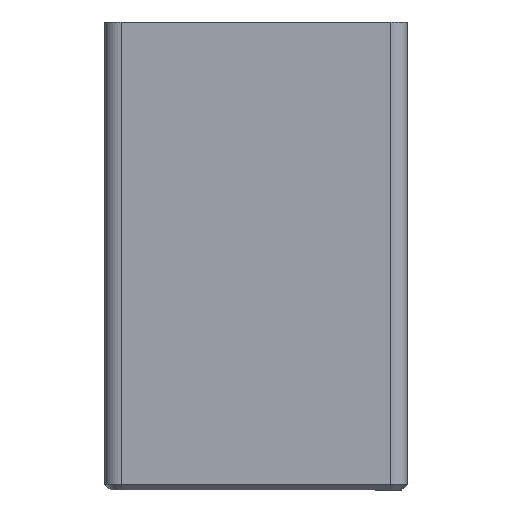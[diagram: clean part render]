
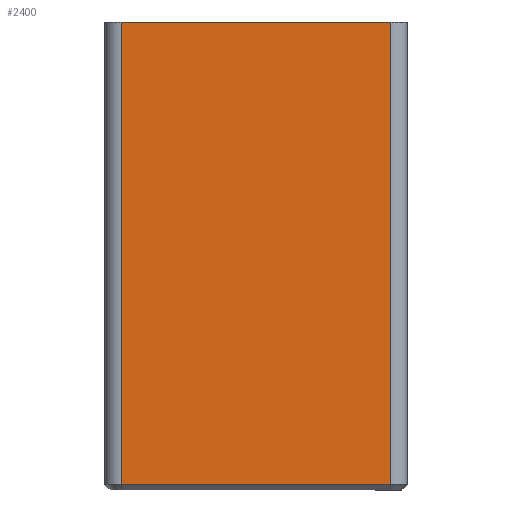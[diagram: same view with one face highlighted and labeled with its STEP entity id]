
A CAD part, front view. The second image highlights one B-rep face of the part: STEP entity #2400.
In plain terms, the highlighted planar face has unit normal (0, -1, 0).
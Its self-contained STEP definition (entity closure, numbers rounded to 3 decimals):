
#102 = PLANE('',#103);
#103 = AXIS2_PLACEMENT_3D('',#104,#105,#106);
#104 = CARTESIAN_POINT('',(27.5,10.,85.));
#105 = DIRECTION('',(0.,0.,1.));
#106 = DIRECTION('',(1.,0.,0.));
#665 = EDGE_CURVE('',#666,#668,#670,.T.);
#666 = VERTEX_POINT('',#667);
#667 = CARTESIAN_POINT('',(3.,0.,85.));
#668 = VERTEX_POINT('',#669);
#669 = CARTESIAN_POINT('',(52.,0.,85.));
#670 = SURFACE_CURVE('',#671,(#675,#682),.PCURVE_S1.);
#671 = LINE('',#672,#673);
#672 = CARTESIAN_POINT('',(3.,0.,85.));
#673 = VECTOR('',#674,1.);
#674 = DIRECTION('',(1.,0.,0.));
#675 = PCURVE('',#102,#676);
#676 = DEFINITIONAL_REPRESENTATION('',(#677),#681);
#677 = LINE('',#678,#679);
#678 = CARTESIAN_POINT('',(-24.5,-10.));
#679 = VECTOR('',#680,1.);
#680 = DIRECTION('',(1.,0.));
#681 = ( GEOMETRIC_REPRESENTATION_CONTEXT(2) 
PARAMETRIC_REPRESENTATION_CONTEXT() REPRESENTATION_CONTEXT('2D SPACE',''
  ) );
#682 = PCURVE('',#683,#688);
#683 = PLANE('',#684);
#684 = AXIS2_PLACEMENT_3D('',#685,#686,#687);
#685 = CARTESIAN_POINT('',(3.,0.,0.));
#686 = DIRECTION('',(0.,1.,0.));
#687 = DIRECTION('',(1.,0.,0.));
#688 = DEFINITIONAL_REPRESENTATION('',(#689),#693);
#689 = LINE('',#690,#691);
#690 = CARTESIAN_POINT('',(0.,-85.));
#691 = VECTOR('',#692,1.);
#692 = DIRECTION('',(1.,0.));
#693 = ( GEOMETRIC_REPRESENTATION_CONTEXT(2) 
PARAMETRIC_REPRESENTATION_CONTEXT() REPRESENTATION_CONTEXT('2D SPACE',''
  ) );
#712 = CYLINDRICAL_SURFACE('',#713,3.);
#713 = AXIS2_PLACEMENT_3D('',#714,#715,#716);
#714 = CARTESIAN_POINT('',(52.,3.,0.));
#715 = DIRECTION('',(-0.,-0.,-1.));
#716 = DIRECTION('',(1.,0.,0.));
#881 = CYLINDRICAL_SURFACE('',#882,3.);
#882 = AXIS2_PLACEMENT_3D('',#883,#884,#885);
#883 = CARTESIAN_POINT('',(3.,3.,0.));
#884 = DIRECTION('',(-0.,-0.,-1.));
#885 = DIRECTION('',(1.,0.,0.));
#2400 = ADVANCED_FACE('',(#2401),#683,.F.);
#2401 = FACE_BOUND('',#2402,.F.);
#2402 = EDGE_LOOP('',(#2403,#2426,#2427,#2450));
#2403 = ORIENTED_EDGE('',*,*,#2404,.T.);
#2404 = EDGE_CURVE('',#2405,#666,#2407,.T.);
#2405 = VERTEX_POINT('',#2406);
#2406 = CARTESIAN_POINT('',(3.,0.,1.));
#2407 = SURFACE_CURVE('',#2408,(#2412,#2419),.PCURVE_S1.);
#2408 = LINE('',#2409,#2410);
#2409 = CARTESIAN_POINT('',(3.,0.,0.));
#2410 = VECTOR('',#2411,1.);
#2411 = DIRECTION('',(0.,0.,1.));
#2412 = PCURVE('',#683,#2413);
#2413 = DEFINITIONAL_REPRESENTATION('',(#2414),#2418);
#2414 = LINE('',#2415,#2416);
#2415 = CARTESIAN_POINT('',(0.,0.));
#2416 = VECTOR('',#2417,1.);
#2417 = DIRECTION('',(0.,-1.));
#2418 = ( GEOMETRIC_REPRESENTATION_CONTEXT(2) 
PARAMETRIC_REPRESENTATION_CONTEXT() REPRESENTATION_CONTEXT('2D SPACE',''
  ) );
#2419 = PCURVE('',#881,#2420);
#2420 = DEFINITIONAL_REPRESENTATION('',(#2421),#2425);
#2421 = LINE('',#2422,#2423);
#2422 = CARTESIAN_POINT('',(-4.712,0.));
#2423 = VECTOR('',#2424,1.);
#2424 = DIRECTION('',(-0.,-1.));
#2425 = ( GEOMETRIC_REPRESENTATION_CONTEXT(2) 
PARAMETRIC_REPRESENTATION_CONTEXT() REPRESENTATION_CONTEXT('2D SPACE',''
  ) );
#2426 = ORIENTED_EDGE('',*,*,#665,.T.);
#2427 = ORIENTED_EDGE('',*,*,#2428,.F.);
#2428 = EDGE_CURVE('',#2429,#668,#2431,.T.);
#2429 = VERTEX_POINT('',#2430);
#2430 = CARTESIAN_POINT('',(52.,0.,1.));
#2431 = SURFACE_CURVE('',#2432,(#2436,#2443),.PCURVE_S1.);
#2432 = LINE('',#2433,#2434);
#2433 = CARTESIAN_POINT('',(52.,0.,0.));
#2434 = VECTOR('',#2435,1.);
#2435 = DIRECTION('',(0.,0.,1.));
#2436 = PCURVE('',#683,#2437);
#2437 = DEFINITIONAL_REPRESENTATION('',(#2438),#2442);
#2438 = LINE('',#2439,#2440);
#2439 = CARTESIAN_POINT('',(49.,0.));
#2440 = VECTOR('',#2441,1.);
#2441 = DIRECTION('',(0.,-1.));
#2442 = ( GEOMETRIC_REPRESENTATION_CONTEXT(2) 
PARAMETRIC_REPRESENTATION_CONTEXT() REPRESENTATION_CONTEXT('2D SPACE',''
  ) );
#2443 = PCURVE('',#712,#2444);
#2444 = DEFINITIONAL_REPRESENTATION('',(#2445),#2449);
#2445 = LINE('',#2446,#2447);
#2446 = CARTESIAN_POINT('',(-4.712,0.));
#2447 = VECTOR('',#2448,1.);
#2448 = DIRECTION('',(-0.,-1.));
#2449 = ( GEOMETRIC_REPRESENTATION_CONTEXT(2) 
PARAMETRIC_REPRESENTATION_CONTEXT() REPRESENTATION_CONTEXT('2D SPACE',''
  ) );
#2450 = ORIENTED_EDGE('',*,*,#2451,.F.);
#2451 = EDGE_CURVE('',#2405,#2429,#2452,.T.);
#2452 = SURFACE_CURVE('',#2453,(#2457,#2464),.PCURVE_S1.);
#2453 = LINE('',#2454,#2455);
#2454 = CARTESIAN_POINT('',(3.,0.,1.));
#2455 = VECTOR('',#2456,1.);
#2456 = DIRECTION('',(1.,0.,0.));
#2457 = PCURVE('',#683,#2458);
#2458 = DEFINITIONAL_REPRESENTATION('',(#2459),#2463);
#2459 = LINE('',#2460,#2461);
#2460 = CARTESIAN_POINT('',(0.,-1.));
#2461 = VECTOR('',#2462,1.);
#2462 = DIRECTION('',(1.,0.));
#2463 = ( GEOMETRIC_REPRESENTATION_CONTEXT(2) 
PARAMETRIC_REPRESENTATION_CONTEXT() REPRESENTATION_CONTEXT('2D SPACE',''
  ) );
#2464 = PCURVE('',#2465,#2470);
#2465 = PLANE('',#2466);
#2466 = AXIS2_PLACEMENT_3D('',#2467,#2468,#2469);
#2467 = CARTESIAN_POINT('',(3.,0.5,0.5));
#2468 = DIRECTION('',(0.,-0.707,-0.707));
#2469 = DIRECTION('',(1.,0.,0.));
#2470 = DEFINITIONAL_REPRESENTATION('',(#2471),#2475);
#2471 = LINE('',#2472,#2473);
#2472 = CARTESIAN_POINT('',(0.,0.707));
#2473 = VECTOR('',#2474,1.);
#2474 = DIRECTION('',(1.,0.));
#2475 = ( GEOMETRIC_REPRESENTATION_CONTEXT(2) 
PARAMETRIC_REPRESENTATION_CONTEXT() REPRESENTATION_CONTEXT('2D SPACE',''
  ) );
